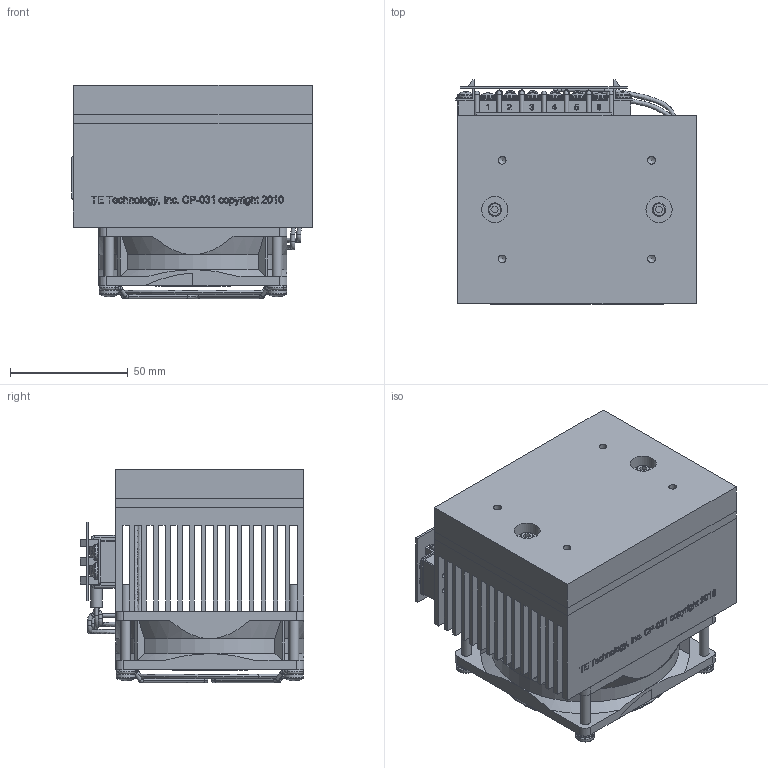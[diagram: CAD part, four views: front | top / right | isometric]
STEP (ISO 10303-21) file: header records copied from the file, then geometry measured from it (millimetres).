
FILE_DESCRIPTION(/* description */ ('Alibre Inc.'),/* implementation_level */ '2;1');
FILE_NAME(/* name */ 'export-8F7C76C3-6F49-4B34-B07C-03DAB1BB55B5',/* time_stamp */ '2022-01-18T12:41:01-05:00',/* author */ (''),/* organization */ (''),/* preprocessor_version */ 'ST-DEVELOPER v17',/* originating_system */ 'Alibre',/* authorisation */ '');
FILE_SCHEMA (('AUTOMOTIVE_DESIGN'));
Length unit declared in the file: inch
Products named in the file (40): sc80_w2; rev E; rev F
Bounding box: 102.36 x 95.2 x 90.79 mm (x, y, z)
Volume: 373725 mm3; surface area: 246792.8 mm2
Topology: 119 solids, 119 shells, 2602 faces, 6666 edges, 4378 vertices
Faces by surface type: plane 1509, bspline 458, cylinder 415, torus 143, cone 36, sphere 25, revolution 8, extrusion 8
Full cylindrical faces by diameter (mm): 1.422 x9, 1.524 x2, 1.829 x6, 2.459 x2, 2.642 x18, 3.242 x4, 3.505 x23, 4.166 x8, 4.216 x2, 4.267 x2, 4.293 x8, 4.318 x4, 4.699 x4, 5.588 x2, 5.74 x2, 6.299 x2, 6.35 x2, 6.858 x21, 7.493 x4, 8.179 x4, 9.525 x2, 10.312 x2, 11.125 x4, 36.22 x1
Entity records: 54666 total; most frequent: CARTESIAN_POINT 17385, ORIENTED_EDGE 8322, DIRECTION 5383, EDGE_CURVE 4161, VERTEX_POINT 2789, VECTOR 2385, LINE 2377, AXIS2_PLACEMENT_3D 1935
